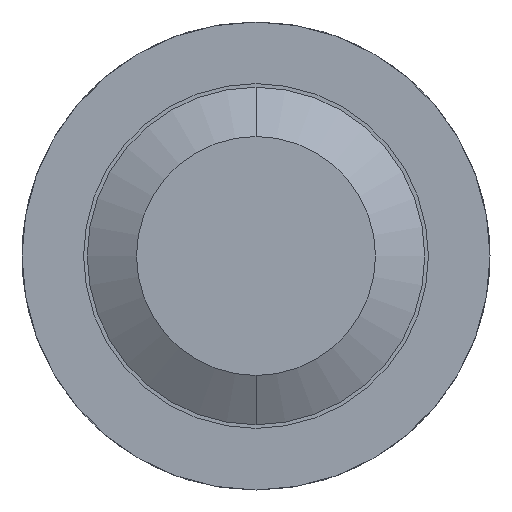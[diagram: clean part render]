
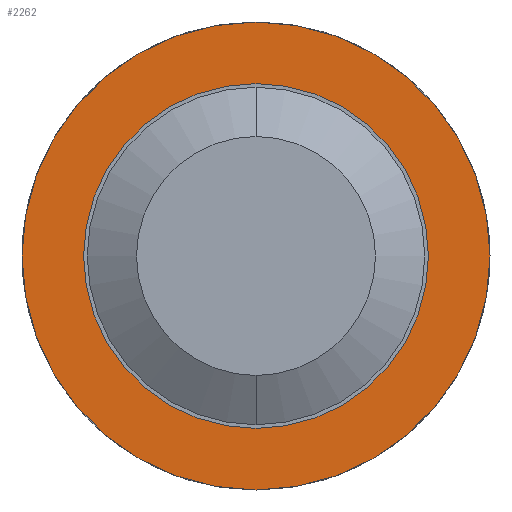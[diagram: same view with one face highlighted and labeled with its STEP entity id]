
A CAD part, front view. The second image highlights one B-rep face of the part: STEP entity #2262.
In plain terms, the highlighted planar face has unit normal (0, -1, 0).
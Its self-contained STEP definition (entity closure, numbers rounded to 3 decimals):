
#36 = DIRECTION ( 'NONE',  ( 0., 0., 1. ) ) ;
#54 = ORIENTED_EDGE ( 'NONE', *, *, #1334, .T. ) ;
#100 = ORIENTED_EDGE ( 'NONE', *, *, #2838, .F. ) ;
#225 = VERTEX_POINT ( 'NONE', #2561 ) ;
#254 = CIRCLE ( 'NONE', #2345, 0.685 ) ;
#276 = DIRECTION ( 'NONE',  ( 0., 1., 0. ) ) ;
#288 = FACE_OUTER_BOUND ( 'NONE', #2363, .T. ) ;
#332 = CARTESIAN_POINT ( 'NONE',  ( 0., -2.5, 0. ) ) ;
#403 = CARTESIAN_POINT ( 'NONE',  ( 0., -2.5, -0.685 ) ) ;
#441 = DIRECTION ( 'NONE',  ( 0., 1., 0. ) ) ;
#855 = CARTESIAN_POINT ( 'NONE',  ( 0.95, -2.5, 0. ) ) ;
#880 = EDGE_CURVE ( 'Defeature ausgef�hrt2_15+Defeature ausgef�hrt2_16+Defeature ausgef�hrt2_16+Defeature ausgef�hrt2_16', #225, #3459, #2289, .T. ) ;
#970 = DIRECTION ( 'NONE',  ( 0., 0., 1. ) ) ;
#1033 = VERTEX_POINT ( 'NONE', #1049 ) ;
#1049 = CARTESIAN_POINT ( 'NONE',  ( 0., -2.5, 0.685 ) ) ;
#1215 = DIRECTION ( 'NONE',  ( 0., 1., 0. ) ) ;
#1302 = VERTEX_POINT ( 'NONE', #403 ) ;
#1334 = EDGE_CURVE ( 'Defeature ausgef�hrt2_16+Defeature ausgef�hrt2_10+Defeature ausgef�hrt2_10+Defeature ausgef�hrt2_10', #1033, #1302, #254, .T. ) ;
#1347 = AXIS2_PLACEMENT_3D ( 'NONE', #1895, #3396, #3343 ) ;
#1485 = DIRECTION ( 'NONE',  ( 0., 0., 1. ) ) ;
#1560 = EDGE_LOOP ( 'NONE', ( #54, #2157 ) ) ;
#1690 = AXIS2_PLACEMENT_3D ( 'NONE', #2101, #1784, #1485 ) ;
#1784 = DIRECTION ( 'NONE',  ( 0., 1., 0. ) ) ;
#1895 = CARTESIAN_POINT ( 'NONE',  ( 0., -2.5, 0. ) ) ;
#2101 = CARTESIAN_POINT ( 'NONE',  ( 0., -2.5, 0. ) ) ;
#2153 = EDGE_CURVE ( 'Defeature ausgef�hrt2_16+Defeature ausgef�hrt2_10+Defeature ausgef�hrt2_10+Defeature ausgef�hrt2_10', #1302, #1033, #2594, .T. ) ;
#2157 = ORIENTED_EDGE ( 'NONE', *, *, #2153, .T. ) ;
#2262 = ADVANCED_FACE ( 'Defeature ausgef�hrt2_16', ( #288, #2928 ), #2911, .F. ) ;
#2289 = CIRCLE ( 'NONE', #1690, 0.95 ) ;
#2295 = DIRECTION ( 'NONE',  ( 0., 0., 1. ) ) ;
#2345 = AXIS2_PLACEMENT_3D ( 'NONE', #3568, #441, #970 ) ;
#2363 = EDGE_LOOP ( 'NONE', ( #3338, #100 ) ) ;
#2561 = CARTESIAN_POINT ( 'NONE',  ( 0., -2.5, 0.95 ) ) ;
#2594 = CIRCLE ( 'NONE', #1347, 0.685 ) ;
#2765 = AXIS2_PLACEMENT_3D ( 'NONE', #855, #1215, #2295 ) ;
#2838 = EDGE_CURVE ( 'Defeature ausgef�hrt2_15+Defeature ausgef�hrt2_16+Defeature ausgef�hrt2_16+Defeature ausgef�hrt2_16', #3459, #225, #3117, .T. ) ;
#2911 = PLANE ( 'NONE',  #2765 ) ;
#2913 = CARTESIAN_POINT ( 'NONE',  ( 0., -2.5, -0.95 ) ) ;
#2928 = FACE_BOUND ( 'NONE', #1560, .T. ) ;
#3117 = CIRCLE ( 'NONE', #3426, 0.95 ) ;
#3338 = ORIENTED_EDGE ( 'NONE', *, *, #880, .F. ) ;
#3343 = DIRECTION ( 'NONE',  ( 0., 0., 1. ) ) ;
#3396 = DIRECTION ( 'NONE',  ( 0., 1., 0. ) ) ;
#3426 = AXIS2_PLACEMENT_3D ( 'NONE', #332, #276, #36 ) ;
#3459 = VERTEX_POINT ( 'NONE', #2913 ) ;
#3568 = CARTESIAN_POINT ( 'NONE',  ( 0., -2.5, 0. ) ) ;
